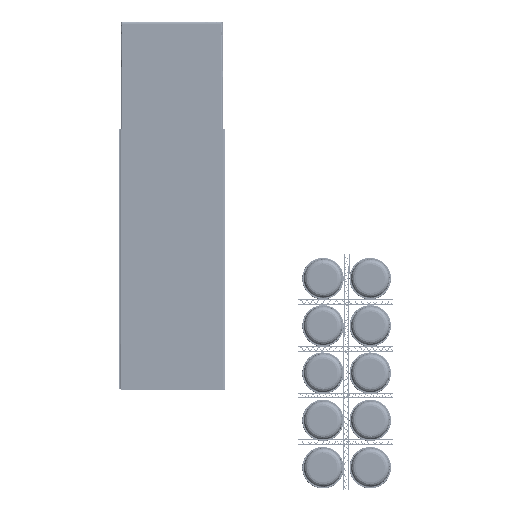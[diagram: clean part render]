
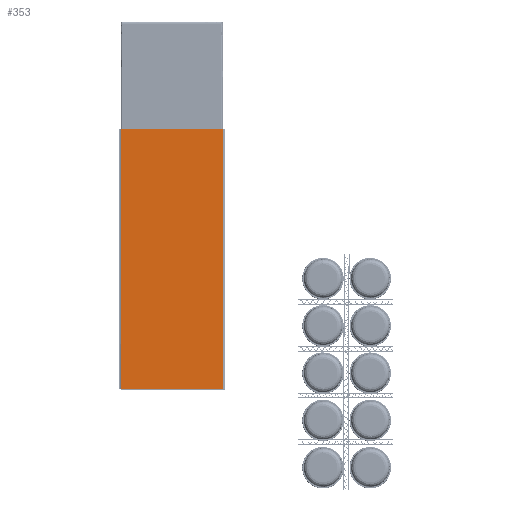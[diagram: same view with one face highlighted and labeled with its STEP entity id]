
A CAD part, front view. The second image highlights one B-rep face of the part: STEP entity #353.
In plain terms, the highlighted free-form (B-spline) face has degree [1, 1] with [2, 2] control points.
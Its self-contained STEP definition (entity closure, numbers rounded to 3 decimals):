
#353 = ADVANCED_FACE('',(#354),#384,.F.);
#354 = FACE_BOUND('',#355,.T.);
#355 = EDGE_LOOP('',(#356,#365,#372,#379));
#356 = ORIENTED_EDGE('',*,*,#357,.T.);
#357 = EDGE_CURVE('',#358,#360,#362,.T.);
#358 = VERTEX_POINT('',#359);
#359 = CARTESIAN_POINT('',(-28.592,30.52,
    -24.916));
#360 = VERTEX_POINT('',#361);
#361 = CARTESIAN_POINT('',(-28.592,30.52,
    47.622));
#362 = B_SPLINE_CURVE_WITH_KNOTS('',1,(#363,#364),.UNSPECIFIED.,.F.,.F.,
  (2,2),(0.,88.),.PIECEWISE_BEZIER_KNOTS.);
#363 = CARTESIAN_POINT('',(-28.592,30.52,
    -24.916));
#364 = CARTESIAN_POINT('',(-28.592,30.52,
    47.622));
#365 = ORIENTED_EDGE('',*,*,#366,.F.);
#366 = EDGE_CURVE('',#367,#360,#369,.T.);
#367 = VERTEX_POINT('',#368);
#368 = CARTESIAN_POINT('',(-57.112,30.52,
    47.622));
#369 = B_SPLINE_CURVE_WITH_KNOTS('',1,(#370,#371),.UNSPECIFIED.,.F.,.F.,
  (2,2),(-34.8,-0.2),.PIECEWISE_BEZIER_KNOTS.);
#370 = CARTESIAN_POINT('',(-57.112,30.52,
    47.622));
#371 = CARTESIAN_POINT('',(-28.592,30.52,
    47.622));
#372 = ORIENTED_EDGE('',*,*,#373,.T.);
#373 = EDGE_CURVE('',#367,#374,#376,.T.);
#374 = VERTEX_POINT('',#375);
#375 = CARTESIAN_POINT('',(-57.112,30.52,
    -24.916));
#376 = B_SPLINE_CURVE_WITH_KNOTS('',1,(#377,#378),.UNSPECIFIED.,.F.,.F.,
  (2,2),(0.,88.),.PIECEWISE_BEZIER_KNOTS.);
#377 = CARTESIAN_POINT('',(-57.112,30.52,
    47.622));
#378 = CARTESIAN_POINT('',(-57.112,30.52,
    -24.916));
#379 = ORIENTED_EDGE('',*,*,#380,.F.);
#380 = EDGE_CURVE('',#358,#374,#381,.T.);
#381 = B_SPLINE_CURVE_WITH_KNOTS('',1,(#382,#383),.UNSPECIFIED.,.F.,.F.,
  (2,2),(0.2,34.8),.PIECEWISE_BEZIER_KNOTS.);
#382 = CARTESIAN_POINT('',(-28.592,30.52,
    -24.916));
#383 = CARTESIAN_POINT('',(-57.112,30.52,
    -24.916));
#384 = B_SPLINE_SURFACE_WITH_KNOTS('',1,1,(
    (#385,#386)
    ,(#387,#388
    )),.UNSPECIFIED.,.F.,.F.,.F.,(2,2),(2,2),(-44.,44.),(-17.3,17.3),
  .PIECEWISE_BEZIER_KNOTS.);
#385 = CARTESIAN_POINT('',(-57.112,30.52,
    -24.916));
#386 = CARTESIAN_POINT('',(-28.592,30.52,
    -24.916));
#387 = CARTESIAN_POINT('',(-57.112,30.52,
    47.622));
#388 = CARTESIAN_POINT('',(-28.592,30.52,
    47.622));
